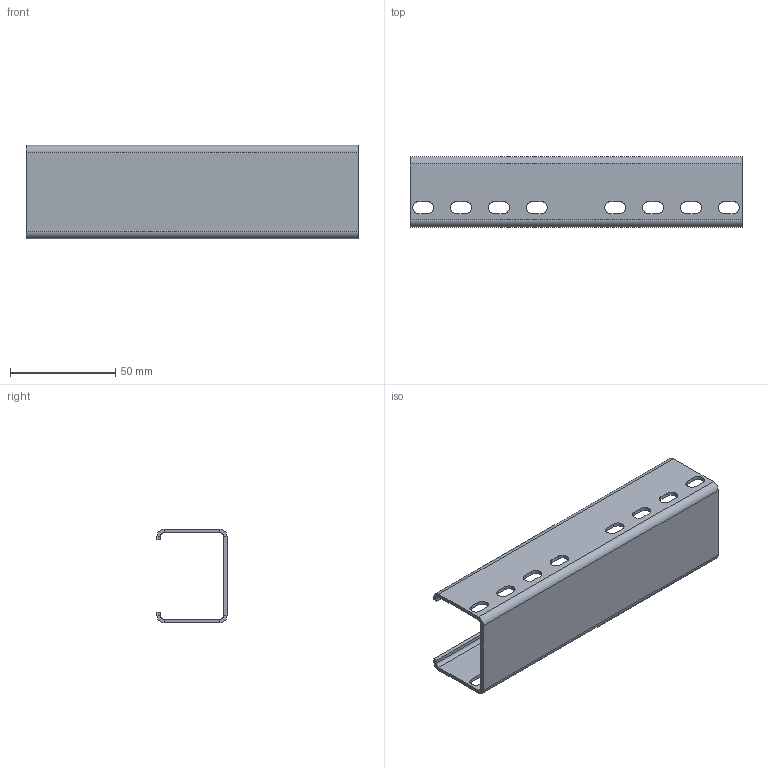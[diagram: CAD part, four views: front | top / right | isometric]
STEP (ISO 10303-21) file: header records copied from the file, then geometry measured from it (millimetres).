
FILE_DESCRIPTION((''),'2;1');
FILE_NAME('14022','2022-09-19T11:05:15',('PredragRovcanin'),('Audax d.o.o.'),'CREO PARAMETRIC BY PTC INC, 2020281','CREO PARAMETRIC BY PTC INC, 2020281','');
FILE_SCHEMA(('AUTOMOTIVE_DESIGN { 1 0 10303 214 1 1 1 1 }'));
Length unit declared in the file: millimetre
Products named in the file (1): 14022
Bounding box: 158 x 33.4 x 44.4 mm (x, y, z)
Volume: 28170.7 mm3; surface area: 34777.4 mm2
Topology: 1 solids, 1 shells, 102 faces, 268 edges, 176 vertices
Faces by surface type: plane 62, cylinder 40
Entity records: 4759 total; most frequent: DIRECTION 554, CARTESIAN_POINT 549, ORIENTED_EDGE 536, COLOUR_RGB 319, PRESENTATION_STYLE_ASSIGNMENT 269, STYLED_ITEM 269, CURVE_STYLE 268, EDGE_CURVE 268
